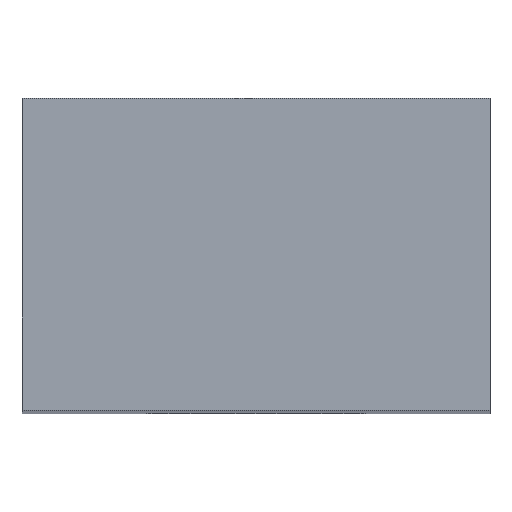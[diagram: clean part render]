
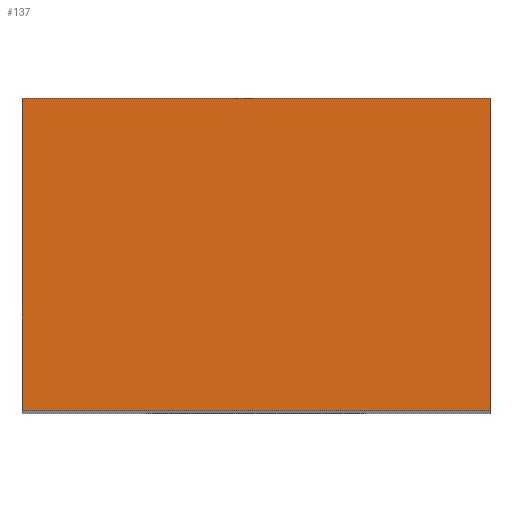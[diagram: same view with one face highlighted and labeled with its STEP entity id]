
A CAD part, top view. The second image highlights one B-rep face of the part: STEP entity #137.
In plain terms, the highlighted planar face has unit normal (0, 0, 1).
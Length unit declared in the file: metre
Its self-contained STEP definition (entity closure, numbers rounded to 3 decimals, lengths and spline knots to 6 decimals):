
#22=ORIENTED_EDGE('',*,*,#54,.F.);
#23=ORIENTED_EDGE('',*,*,#55,.F.);
#24=ORIENTED_EDGE('',*,*,#56,.T.);
#25=ORIENTED_EDGE('',*,*,#51,.T.);
#51=EDGE_CURVE('',#68,#66,#79,.T.);
#54=EDGE_CURVE('',#70,#66,#82,.T.);
#55=EDGE_CURVE('',#71,#70,#83,.T.);
#56=EDGE_CURVE('',#71,#68,#84,.T.);
#66=VERTEX_POINT('',#210);
#68=VERTEX_POINT('',#213);
#70=VERTEX_POINT('',#219);
#71=VERTEX_POINT('',#221);
#79=LINE('',#212,#91);
#82=LINE('',#218,#94);
#83=LINE('',#220,#95);
#84=LINE('',#222,#96);
#91=VECTOR('',#174,1.);
#94=VECTOR('',#179,1.);
#95=VECTOR('',#180,1.);
#96=VECTOR('',#181,1.);
#103=EDGE_LOOP('',(#22,#23,#24,#25));
#117=FACE_BOUND('',#103,.T.);
#131=PLANE('',#158);
#137=ADVANCED_FACE('',(#117),#131,.T.);
#158=AXIS2_PLACEMENT_3D('',#217,#177,#178);
#174=DIRECTION('',(0.,-1.,0.));
#177=DIRECTION('',(0.,0.,1.));
#178=DIRECTION('',(1.,0.,0.));
#179=DIRECTION('',(-1.,0.,0.));
#180=DIRECTION('',(0.,-1.,0.));
#181=DIRECTION('',(-1.,0.,0.));
#210=CARTESIAN_POINT('',(-0.03443,0.014532,0.0485));
#212=CARTESIAN_POINT('',(-0.03443,0.018532,0.0485));
#213=CARTESIAN_POINT('',(-0.03443,0.018532,0.0485));
#217=CARTESIAN_POINT('',(-0.03143,0.018532,0.0485));
#218=CARTESIAN_POINT('',(-0.03143,0.014532,0.0485));
#219=CARTESIAN_POINT('',(-0.02843,0.014532,0.0485));
#220=CARTESIAN_POINT('',(-0.02843,0.018532,0.0485));
#221=CARTESIAN_POINT('',(-0.02843,0.018532,0.0485));
#222=CARTESIAN_POINT('',(-0.03143,0.018532,0.0485));
